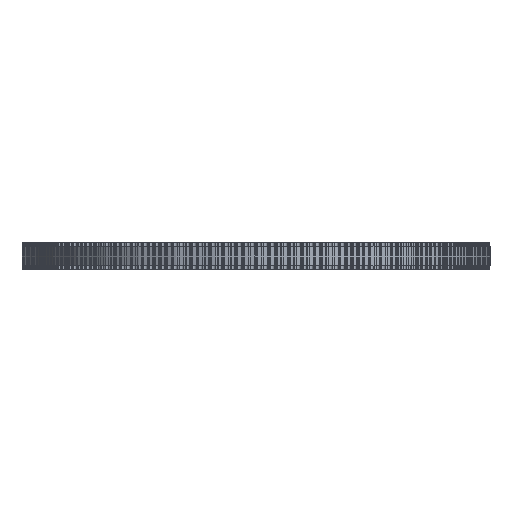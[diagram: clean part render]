
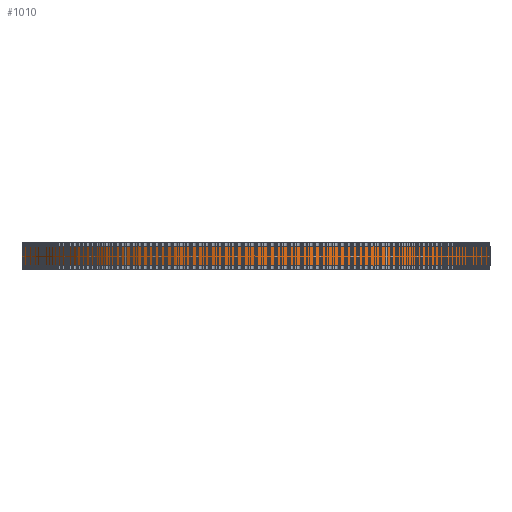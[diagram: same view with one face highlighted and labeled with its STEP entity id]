
A CAD part, front view. The second image highlights one B-rep face of the part: STEP entity #1010.
In plain terms, the highlighted cylindrical face has radius 70.665 mm (diameter 141.33 mm), a full revolution.
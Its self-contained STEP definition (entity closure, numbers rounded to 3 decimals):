
#97=FACE_BOUND('',#3680,.T.);
#98=FACE_BOUND('',#3681,.T.);
#1010=ADVANCED_FACE('',(#97,#98),#1899,.T.);
#1899=CYLINDRICAL_SURFACE('',#19679,70.665);
#3680=EDGE_LOOP('',(#10786));
#3681=EDGE_LOOP('',(#10787));
#10786=ORIENTED_EDGE('',*,*,#15230,.T.);
#10787=ORIENTED_EDGE('',*,*,#15231,.T.);
#12564=VERTEX_POINT('',#31240);
#12565=VERTEX_POINT('',#31242);
#15230=EDGE_CURVE('',#12564,#12564,#17008,.T.);
#15231=EDGE_CURVE('',#12565,#12565,#17009,.T.);
#17008=CIRCLE('',#19677,70.665);
#17009=CIRCLE('',#19678,70.665);
#19677=AXIS2_PLACEMENT_3D('',#31239,#25902,#25903);
#19678=AXIS2_PLACEMENT_3D('',#31241,#25904,#25905);
#19679=AXIS2_PLACEMENT_3D('',#31243,#25906,#25907);
#25902=DIRECTION('',(0.,0.,1.));
#25903=DIRECTION('',(1.,0.,0.));
#25904=DIRECTION('',(0.,0.,-1.));
#25905=DIRECTION('',(1.,0.,0.));
#25906=DIRECTION('',(0.,0.,1.));
#25907=DIRECTION('',(1.,0.,0.));
#31239=CARTESIAN_POINT('',(0.,0.,1.));
#31240=CARTESIAN_POINT('',(70.665,0.,1.));
#31241=CARTESIAN_POINT('',(0.,0.,7.));
#31242=CARTESIAN_POINT('',(70.665,0.,7.));
#31243=CARTESIAN_POINT('',(0.,0.,1.));
